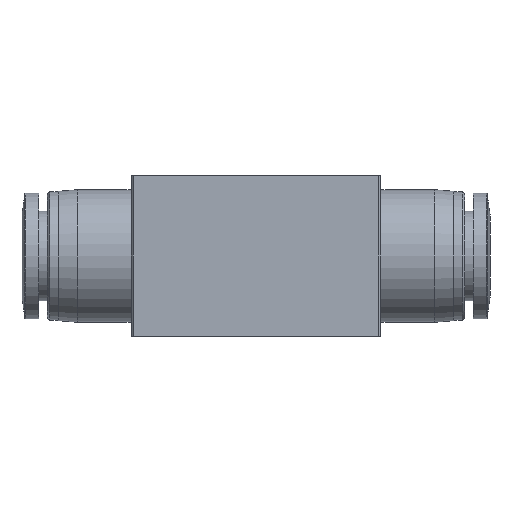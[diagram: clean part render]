
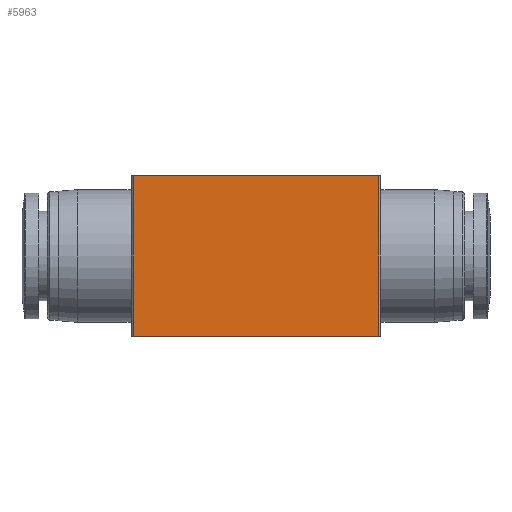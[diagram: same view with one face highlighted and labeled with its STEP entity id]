
A CAD part, front view. The second image highlights one B-rep face of the part: STEP entity #5963.
In plain terms, the highlighted planar face has unit normal (0, -1, 0).
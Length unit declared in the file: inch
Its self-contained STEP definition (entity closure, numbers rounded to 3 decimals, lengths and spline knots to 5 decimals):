
#625 = VERTEX_POINT ( 'NONE', #4167 ) ;
#886 = PLANE ( 'NONE',  #1205 ) ;
#987 = VERTEX_POINT ( 'NONE', #8067 ) ;
#988 = DIRECTION ( 'NONE',  ( 0., -1., 0. ) ) ;
#1170 = EDGE_CURVE ( 'NONE', #987, #1728, #9010, .T. ) ;
#1205 = AXIS2_PLACEMENT_3D ( 'NONE', #7975, #988, #9142 ) ;
#1537 = ORIENTED_EDGE ( 'NONE', *, *, #14698, .T. ) ;
#1728 = VERTEX_POINT ( 'NONE', #6723 ) ;
#1977 = CARTESIAN_POINT ( 'NONE',  ( -0.63583, 0., -0.41732 ) ) ;
#2181 = EDGE_CURVE ( 'NONE', #11969, #625, #8408, .T. ) ;
#2831 = VECTOR ( 'NONE', #10128, 39.37008 ) ;
#3134 = ORIENTED_EDGE ( 'NONE', *, *, #10664, .T. ) ;
#4167 = CARTESIAN_POINT ( 'NONE',  ( -0.6378, 0., -0.41732 ) ) ;
#4485 = EDGE_LOOP ( 'NONE', ( #3134, #7956, #1537, #7685 ) ) ;
#5963 = ADVANCED_FACE ( 'NONE', ( #12936 ), #886, .T. ) ;
#6003 = CARTESIAN_POINT ( 'NONE',  ( -0.6378, 0., 0.41732 ) ) ;
#6131 = DIRECTION ( 'NONE',  ( 0., 0., -1. ) ) ;
#6723 = CARTESIAN_POINT ( 'NONE',  ( 0.6378, 0., 0.41732 ) ) ;
#7343 = LINE ( 'NONE', #8028, #13308 ) ;
#7685 = ORIENTED_EDGE ( 'NONE', *, *, #2181, .T. ) ;
#7956 = ORIENTED_EDGE ( 'NONE', *, *, #1170, .T. ) ;
#7975 = CARTESIAN_POINT ( 'NONE',  ( -0.63583, 0., 0. ) ) ;
#8028 = CARTESIAN_POINT ( 'NONE',  ( -0.63583, 0., 0.41732 ) ) ;
#8067 = CARTESIAN_POINT ( 'NONE',  ( 0.6378, 0., -0.41732 ) ) ;
#8408 = LINE ( 'NONE', #13217, #14765 ) ;
#9010 = LINE ( 'NONE', #13841, #15018 ) ;
#9142 = DIRECTION ( 'NONE',  ( 1., 0., 0. ) ) ;
#9197 = DIRECTION ( 'NONE',  ( -1., 0., 0. ) ) ;
#10128 = DIRECTION ( 'NONE',  ( 1., 0., 0. ) ) ;
#10664 = EDGE_CURVE ( 'NONE', #625, #987, #11809, .T. ) ;
#11294 = DIRECTION ( 'NONE',  ( 0., 0., 1. ) ) ;
#11809 = LINE ( 'NONE', #1977, #2831 ) ;
#11969 = VERTEX_POINT ( 'NONE', #6003 ) ;
#12936 = FACE_OUTER_BOUND ( 'NONE', #4485, .T. ) ;
#13217 = CARTESIAN_POINT ( 'NONE',  ( -0.6378, 0., 0. ) ) ;
#13308 = VECTOR ( 'NONE', #9197, 39.37008 ) ;
#13841 = CARTESIAN_POINT ( 'NONE',  ( 0.6378, 0., 0. ) ) ;
#14698 = EDGE_CURVE ( 'NONE', #1728, #11969, #7343, .T. ) ;
#14765 = VECTOR ( 'NONE', #6131, 39.37008 ) ;
#15018 = VECTOR ( 'NONE', #11294, 39.37008 ) ;
